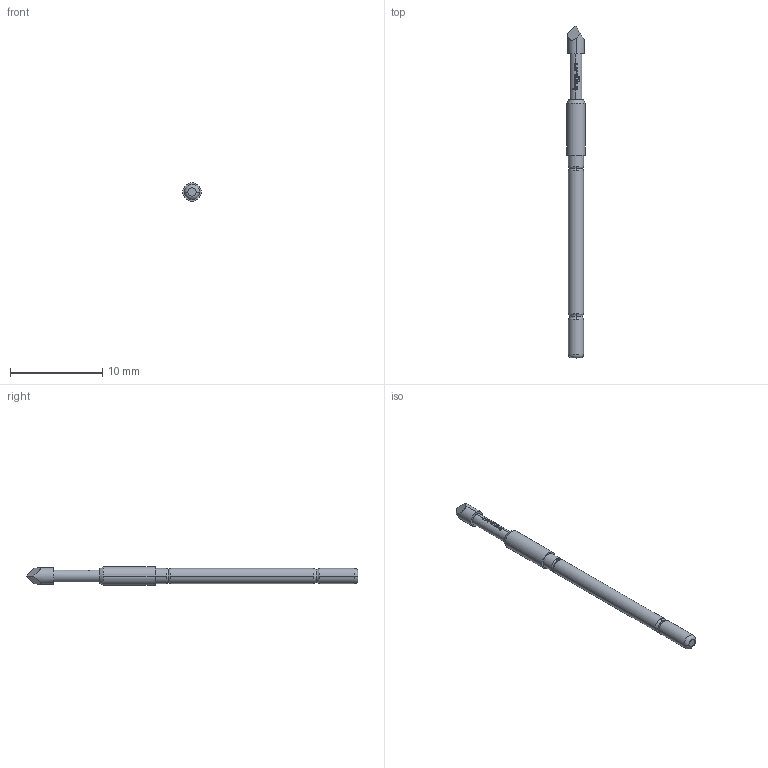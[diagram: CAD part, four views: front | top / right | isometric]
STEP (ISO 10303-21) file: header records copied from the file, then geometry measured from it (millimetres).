
FILE_DESCRIPTION (( 'STEP AP203' ), '1' );
FILE_NAME ('INGUN_GKS-912_207_180_A_xx06.STEP', '2021-09-28T11:01:34', ( 'ochi' ), ( '' ), 'SwSTEP 2.0', 'SolidWorks 2018', '' );
FILE_SCHEMA (( 'CONFIG_CONTROL_DESIGN' ));
Length unit declared in the file: millimetre
Products named in the file (1): INGUN_GKS-912_207_180_A_xx06
Bounding box: 2 x 36 x 2 mm (x, y, z)
Volume: 77.1 mm3; surface area: 191.1 mm2
Topology: 1 solids, 1 shells, 112 faces, 310 edges, 204 vertices
Faces by surface type: plane 47, cylinder 31, bspline 22, torus 10, cone 2
Entity records: 4623 total; most frequent: CARTESIAN_POINT 2160, ORIENTED_EDGE 620, DIRECTION 313, EDGE_CURVE 310, B_SPLINE_CURVE_WITH_KNOTS 222, VERTEX_POINT 204, AXIS2_PLACEMENT_3D 139, EDGE_LOOP 116
